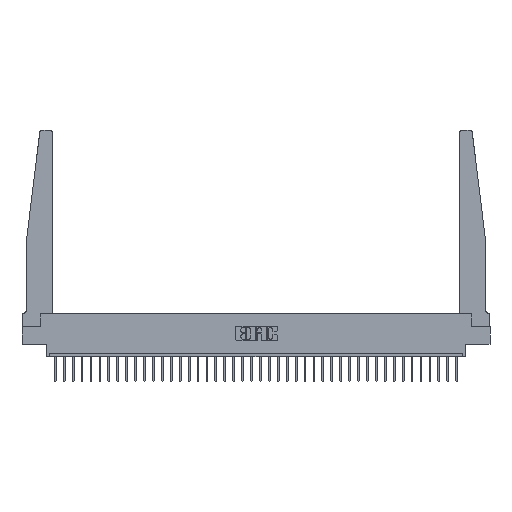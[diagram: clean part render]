
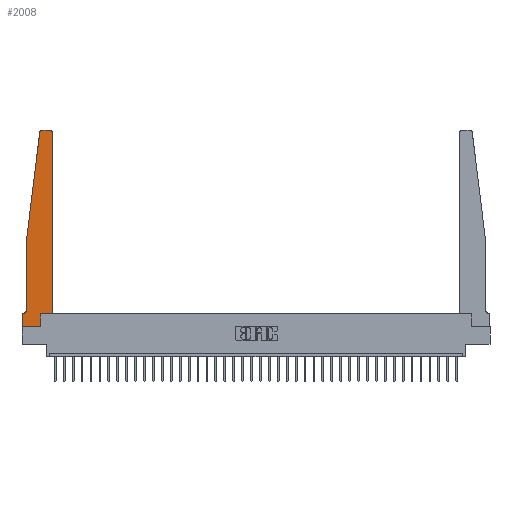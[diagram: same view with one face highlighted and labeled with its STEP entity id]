
A CAD part, top view. The second image highlights one B-rep face of the part: STEP entity #2008.
In plain terms, the highlighted planar face has unit normal (0, 0, 1).
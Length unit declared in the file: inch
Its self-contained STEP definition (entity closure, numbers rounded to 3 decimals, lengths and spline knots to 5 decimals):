
#29 = VERTEX_POINT ( 'NONE', #19223 ) ;
#300 = CARTESIAN_POINT ( 'NONE',  ( 0.2605, 0.18, 0.37 ) ) ;
#810 = VERTEX_POINT ( 'NONE', #12072 ) ;
#881 = ORIENTED_EDGE ( 'NONE', *, *, #5131, .T. ) ;
#895 = DIRECTION ( 'NONE',  ( -1., 0., 0. ) ) ;
#1051 = DIRECTION ( 'NONE',  ( 0., 1., 0. ) ) ;
#1200 = CARTESIAN_POINT ( 'NONE',  ( 0.27653, 2.75, 0.37 ) ) ;
#1215 = ORIENTED_EDGE ( 'NONE', *, *, #30593, .T. ) ;
#1256 = CARTESIAN_POINT ( 'NONE',  ( 0.425, 0.18, 0.37 ) ) ;
#1332 = AXIS2_PLACEMENT_3D ( 'NONE', #31205, #31099, #20620 ) ;
#1513 = CIRCLE ( 'NONE', #1332, 0.05 ) ;
#1571 = DIRECTION ( 'NONE',  ( 1., 0., 0. ) ) ;
#1707 = CARTESIAN_POINT ( 'NONE',  ( 0., 0., 0.37 ) ) ;
#1883 = AXIS2_PLACEMENT_3D ( 'NONE', #32666, #17126, #14642 ) ;
#2008 = ADVANCED_FACE ( 'NONE', ( #4944 ), #3689, .T. ) ;
#2272 = CARTESIAN_POINT ( 'NONE',  ( 0.065, 0.2375, 0.37 ) ) ;
#2322 = ORIENTED_EDGE ( 'NONE', *, *, #13226, .T. ) ;
#2956 = VERTEX_POINT ( 'NONE', #300 ) ;
#3263 = VECTOR ( 'NONE', #895, 39.37008 ) ;
#3689 = PLANE ( 'NONE',  #11869 ) ;
#4235 = ORIENTED_EDGE ( 'NONE', *, *, #22990, .T. ) ;
#4595 = CARTESIAN_POINT ( 'NONE',  ( 0.25, 2.75, 0.37 ) ) ;
#4835 = DIRECTION ( 'NONE',  ( 0., -1., 0. ) ) ;
#4944 = FACE_OUTER_BOUND ( 'NONE', #5106, .T. ) ;
#5106 = EDGE_LOOP ( 'NONE', ( #17002, #7991, #16137, #881, #2322, #13667, #28172, #1215, #10047, #4235, #21383, #7411 ) ) ;
#5131 = EDGE_CURVE ( 'NONE', #19053, #16820, #32609, .T. ) ;
#5180 = EDGE_CURVE ( 'NONE', #29, #19053, #27476, .T. ) ;
#7411 = ORIENTED_EDGE ( 'NONE', *, *, #24826, .T. ) ;
#7727 = EDGE_CURVE ( 'NONE', #26807, #29, #14855, .T. ) ;
#7991 = ORIENTED_EDGE ( 'NONE', *, *, #7727, .T. ) ;
#8620 = CARTESIAN_POINT ( 'NONE',  ( 0.2605, 0.18, 0.37 ) ) ;
#9459 = DIRECTION ( 'NONE',  ( 0., 1., 0. ) ) ;
#9538 = LINE ( 'NONE', #10843, #21459 ) ;
#9571 = EDGE_CURVE ( 'NONE', #14356, #2956, #26339, .T. ) ;
#9923 = CARTESIAN_POINT ( 'NONE',  ( 0.015, 0.1875, 0.37 ) ) ;
#9934 = VECTOR ( 'NONE', #4835, 39.37008 ) ;
#10047 = ORIENTED_EDGE ( 'NONE', *, *, #9571, .T. ) ;
#10513 = EDGE_CURVE ( 'NONE', #15513, #26571, #9538, .T. ) ;
#10843 = CARTESIAN_POINT ( 'NONE',  ( 0., 0., 0.37 ) ) ;
#10906 = CARTESIAN_POINT ( 'NONE',  ( 0.395, 2.72, 0.37 ) ) ;
#10998 = VECTOR ( 'NONE', #29647, 39.37008 ) ;
#11052 = LINE ( 'NONE', #1256, #30572 ) ;
#11869 = AXIS2_PLACEMENT_3D ( 'NONE', #21599, #21823, #1571 ) ;
#12072 = CARTESIAN_POINT ( 'NONE',  ( 0.395, 2.75, 0.37 ) ) ;
#13002 = CARTESIAN_POINT ( 'NONE',  ( 0., 0.1875, 0.37 ) ) ;
#13226 = EDGE_CURVE ( 'NONE', #16820, #23363, #1513, .T. ) ;
#13667 = ORIENTED_EDGE ( 'NONE', *, *, #26694, .T. ) ;
#13868 = DIRECTION ( 'NONE',  ( 1., 0., 0. ) ) ;
#14066 = LINE ( 'NONE', #27379, #25689 ) ;
#14356 = VERTEX_POINT ( 'NONE', #23494 ) ;
#14642 = DIRECTION ( 'NONE',  ( 1., 0., 0. ) ) ;
#14770 = EDGE_CURVE ( 'NONE', #810, #26807, #30506, .T. ) ;
#14855 = CIRCLE ( 'NONE', #1883, 0.03 ) ;
#15156 = CARTESIAN_POINT ( 'NONE',  ( 0.065, 1.25, 0.37 ) ) ;
#15513 = VERTEX_POINT ( 'NONE', #13002 ) ;
#15601 = EDGE_CURVE ( 'NONE', #19024, #18719, #14066, .T. ) ;
#16124 = CARTESIAN_POINT ( 'NONE',  ( 0.065, 0.1875, 0.37 ) ) ;
#16137 = ORIENTED_EDGE ( 'NONE', *, *, #5180, .T. ) ;
#16820 = VERTEX_POINT ( 'NONE', #2272 ) ;
#17002 = ORIENTED_EDGE ( 'NONE', *, *, #14770, .T. ) ;
#17126 = DIRECTION ( 'NONE',  ( 0., 0., 1. ) ) ;
#17305 = DIRECTION ( 'NONE',  ( -1., 0., 0. ) ) ;
#17652 = DIRECTION ( 'NONE',  ( -0.122, -0.992, 0. ) ) ;
#17970 = CARTESIAN_POINT ( 'NONE',  ( 0.425, 2.72, 0.37 ) ) ;
#18316 = VECTOR ( 'NONE', #17652, 39.37008 ) ;
#18719 = VERTEX_POINT ( 'NONE', #17970 ) ;
#18721 = AXIS2_PLACEMENT_3D ( 'NONE', #10906, #21034, #13868 ) ;
#19024 = VERTEX_POINT ( 'NONE', #29335 ) ;
#19053 = VERTEX_POINT ( 'NONE', #32733 ) ;
#19067 = DIRECTION ( 'NONE',  ( 1., 0., 0. ) ) ;
#19189 = LINE ( 'NONE', #16124, #3263 ) ;
#19223 = CARTESIAN_POINT ( 'NONE',  ( 0.24675, 2.72367, 0.37 ) ) ;
#19721 = LINE ( 'NONE', #1707, #10998 ) ;
#20620 = DIRECTION ( 'NONE',  ( -1., 0., 0. ) ) ;
#21034 = DIRECTION ( 'NONE',  ( 0., 0., 1. ) ) ;
#21383 = ORIENTED_EDGE ( 'NONE', *, *, #15601, .T. ) ;
#21459 = VECTOR ( 'NONE', #31204, 39.37008 ) ;
#21599 = CARTESIAN_POINT ( 'NONE',  ( 0., 0.1875, 0.37 ) ) ;
#21823 = DIRECTION ( 'NONE',  ( 0., 0., 1. ) ) ;
#22990 = EDGE_CURVE ( 'NONE', #2956, #19024, #11052, .T. ) ;
#23363 = VERTEX_POINT ( 'NONE', #9923 ) ;
#23494 = CARTESIAN_POINT ( 'NONE',  ( 0.2605, 0., 0.37 ) ) ;
#24826 = EDGE_CURVE ( 'NONE', #18719, #810, #26081, .T. ) ;
#25689 = VECTOR ( 'NONE', #9459, 39.37008 ) ;
#26058 = CARTESIAN_POINT ( 'NONE',  ( 0., 0., 0.37 ) ) ;
#26081 = CIRCLE ( 'NONE', #18721, 0.03 ) ;
#26339 = LINE ( 'NONE', #8620, #29516 ) ;
#26571 = VERTEX_POINT ( 'NONE', #26058 ) ;
#26694 = EDGE_CURVE ( 'NONE', #23363, #15513, #19189, .T. ) ;
#26807 = VERTEX_POINT ( 'NONE', #1200 ) ;
#27379 = CARTESIAN_POINT ( 'NONE',  ( 0.425, 0.18, 0.37 ) ) ;
#27476 = LINE ( 'NONE', #15156, #18316 ) ;
#28004 = CARTESIAN_POINT ( 'NONE',  ( 0.065, 1.25, 0.37 ) ) ;
#28172 = ORIENTED_EDGE ( 'NONE', *, *, #10513, .T. ) ;
#29335 = CARTESIAN_POINT ( 'NONE',  ( 0.425, 0.18, 0.37 ) ) ;
#29516 = VECTOR ( 'NONE', #1051, 39.37008 ) ;
#29647 = DIRECTION ( 'NONE',  ( 1., 0., 0. ) ) ;
#30506 = LINE ( 'NONE', #4595, #31291 ) ;
#30572 = VECTOR ( 'NONE', #19067, 39.37008 ) ;
#30593 = EDGE_CURVE ( 'NONE', #26571, #14356, #19721, .T. ) ;
#31099 = DIRECTION ( 'NONE',  ( 0., 0., -1. ) ) ;
#31204 = DIRECTION ( 'NONE',  ( 0., -1., 0. ) ) ;
#31205 = CARTESIAN_POINT ( 'NONE',  ( 0.015, 0.2375, 0.37 ) ) ;
#31291 = VECTOR ( 'NONE', #17305, 39.37008 ) ;
#32609 = LINE ( 'NONE', #28004, #9934 ) ;
#32666 = CARTESIAN_POINT ( 'NONE',  ( 0.27653, 2.72, 0.37 ) ) ;
#32733 = CARTESIAN_POINT ( 'NONE',  ( 0.065, 1.25, 0.37 ) ) ;
